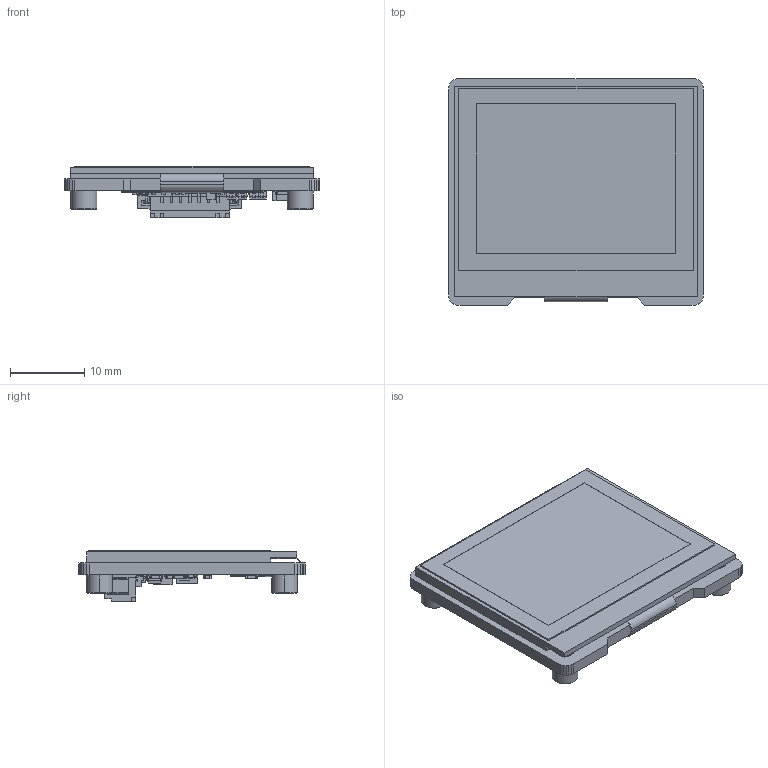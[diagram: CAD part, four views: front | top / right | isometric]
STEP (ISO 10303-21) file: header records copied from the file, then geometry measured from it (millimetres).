
FILE_DESCRIPTION((''),'2;1');
FILE_NAME('1_32INCH_OLED_MODULE_ASM','2024-05-31T12:00:53',('xiaojisheng'),(''),'CREO PARAMETRIC BY PTC INC, 2021063','CREO PARAMETRIC BY PTC INC, 2021063','');
FILE_SCHEMA(('CONFIG_CONTROL_DESIGN','SHAPE_APPEARANCE_LAYERS_GROUPS'));
Length unit declared in the file: millimetre
Products named in the file (74): BOARD_1; _1_10001; 3_1_A; 2_100; C_0402-672_AF0_ASM_ASM; C_0402-4045_AF0_ASM_ASM; C_0402_ASM; C8_1_ASM; EXTRUDED-39665; 1103081216_ASM; U3_1_ASM; USER_LIBRARY-TSOT-23-6_S6_; U2_ASM; EXTRUDED-46930; 1335237264_ASM; EXTRUDED-47322; 1103081728_ASM; U1_1_ASM; EXTRUDED-47725; 1335236624_ASM; EXTRUDED-48097; 1335236752_ASM; R1_1_ASM; R3_1_ASM; R2_1_ASM; _2_1_20001; 5_1_2_A; _7_AF0; R_0402-3099_AF0_ASM_ASM; R_0402-5222_AF0_ASM_ASM; R0402_ASM; R11_1_ASM; R10_1_ASM; R9_1_ASM; R8_1_ASM; R7_1_ASM; R6_1_ASM; R5_1_ASM; R4_1_ASM; R14_1_ASM ...
Assembly tree (114 placements, depth 7):
  1_32INCH_OLED_MODULE_ASM
    PCB_1_ASM
      BOARD_1
      C8_1_ASM
        C_0402_ASM
          C_0402-4045_AF0_ASM_ASM
            C_0402-672_AF0_ASM_ASM
              _1_10001
              3_1_A
              2_100
      U3_1_ASM
        1103081216_ASM
          EXTRUDED-39665
      U2_ASM
        USER_LIBRARY-TSOT-23-6_S6_
      U1_1_ASM
        1335237264_ASM  x5
          EXTRUDED-46930
        1103081728_ASM
          EXTRUDED-47322
      R1_1_ASM
        1335236624_ASM
          EXTRUDED-47725
        1335236752_ASM  x2
          EXTRUDED-48097
      R3_1_ASM
        1335236624_ASM
          EXTRUDED-47725
        1335236752_ASM  x2
          EXTRUDED-48097
      R2_1_ASM
        1335236624_ASM
          EXTRUDED-47725
        1335236752_ASM  x2
          EXTRUDED-48097
      R11_1_ASM
        R0402_ASM
          R_0402-5222_AF0_ASM_ASM
            R_0402-3099_AF0_ASM_ASM
              _2_1_20001
              5_1_2_A
              _7_AF0
      R10_1_ASM
        R0402_ASM
          R_0402-5222_AF0_ASM_ASM
            R_0402-3099_AF0_ASM_ASM
              _2_1_20001
              5_1_2_A
              _7_AF0
      R9_1_ASM
        R0402_ASM
          R_0402-5222_AF0_ASM_ASM
            R_0402-3099_AF0_ASM_ASM
              _2_1_20001
              5_1_2_A
              _7_AF0
      R8_1_ASM
        R0402_ASM
          R_0402-5222_AF0_ASM_ASM
            R_0402-3099_AF0_ASM_ASM
Bounding box: 34.32 x 30.52 x 6.9 mm (x, y, z)
Volume: 3221.4 mm3; surface area: 5567.5 mm2
Topology: 101 solids, 101 shells, 8376 faces, 22219 edges, 14718 vertices
Faces by surface type: plane 6447, extrusion 1143, cylinder 586, sphere 112, torus 48, bspline 24, cone 16
Entity records: 61662 total; most frequent: CARTESIAN_POINT 12956, ORIENTED_EDGE 7284, DIRECTION 6728, PRESENTATION_STYLE_ASSIGNMENT 3911, STYLED_ITEM 3752, CURVE_STYLE 3642, EDGE_CURVE 3642, VECTOR 3082
